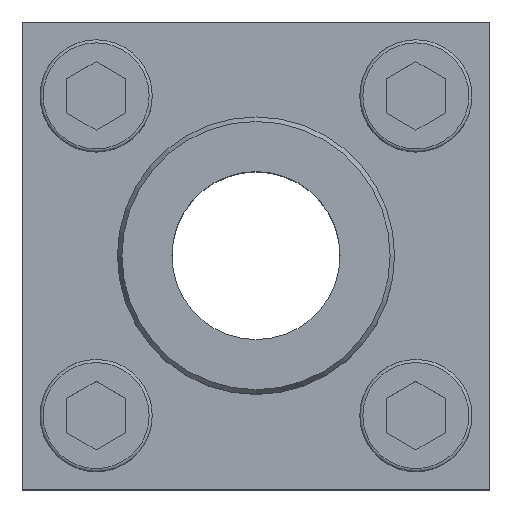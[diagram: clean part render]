
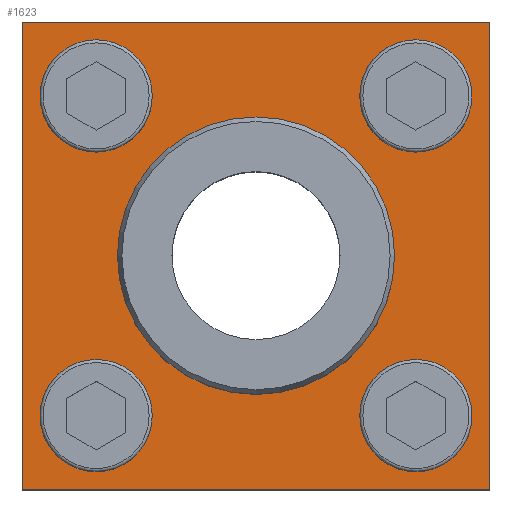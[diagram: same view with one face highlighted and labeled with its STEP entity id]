
A CAD part, top view. The second image highlights one B-rep face of the part: STEP entity #1623.
In plain terms, the highlighted planar face has unit normal (0, 0, 1).
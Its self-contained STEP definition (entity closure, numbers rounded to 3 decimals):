
#54=LINE('',#2179,#138);
#55=LINE('',#2182,#139);
#56=LINE('',#2184,#140);
#57=LINE('',#2186,#141);
#138=VECTOR('',#1845,1000.);
#139=VECTOR('',#1846,1000.);
#140=VECTOR('',#1847,1000.);
#141=VECTOR('',#1848,1000.);
#222=ORIENTED_EDGE('',*,*,#482,.T.);
#223=ORIENTED_EDGE('',*,*,#483,.T.);
#224=ORIENTED_EDGE('',*,*,#484,.F.);
#225=ORIENTED_EDGE('',*,*,#485,.T.);
#226=ORIENTED_EDGE('',*,*,#486,.T.);
#227=ORIENTED_EDGE('',*,*,#487,.T.);
#228=ORIENTED_EDGE('',*,*,#488,.T.);
#229=ORIENTED_EDGE('',*,*,#489,.T.);
#230=ORIENTED_EDGE('',*,*,#490,.T.);
#482=EDGE_CURVE('',#612,#612,#714,.T.);
#483=EDGE_CURVE('',#613,#613,#715,.T.);
#484=EDGE_CURVE('',#614,#614,#716,.T.);
#485=EDGE_CURVE('',#615,#616,#54,.T.);
#486=EDGE_CURVE('',#616,#617,#55,.T.);
#487=EDGE_CURVE('',#617,#618,#56,.T.);
#488=EDGE_CURVE('',#618,#615,#57,.T.);
#489=EDGE_CURVE('',#619,#619,#717,.T.);
#490=EDGE_CURVE('',#620,#620,#718,.T.);
#612=VERTEX_POINT('',#2174);
#613=VERTEX_POINT('',#2176);
#614=VERTEX_POINT('',#2178);
#615=VERTEX_POINT('',#2180);
#616=VERTEX_POINT('',#2181);
#617=VERTEX_POINT('',#2183);
#618=VERTEX_POINT('',#2185);
#619=VERTEX_POINT('',#2188);
#620=VERTEX_POINT('',#2190);
#714=CIRCLE('',#1711,18.);
#715=CIRCLE('',#1712,18.);
#716=CIRCLE('',#1713,44.45);
#717=CIRCLE('',#1714,18.);
#718=CIRCLE('',#1715,18.);
#760=EDGE_LOOP('',(#222));
#761=EDGE_LOOP('',(#223));
#762=EDGE_LOOP('',(#224));
#763=EDGE_LOOP('',(#225,#226,#227,#228));
#764=EDGE_LOOP('',(#229));
#765=EDGE_LOOP('',(#230));
#890=FACE_BOUND('',#760,.T.);
#891=FACE_BOUND('',#761,.T.);
#892=FACE_BOUND('',#762,.T.);
#893=FACE_BOUND('',#763,.T.);
#894=FACE_BOUND('',#764,.T.);
#895=FACE_BOUND('',#765,.T.);
#1020=PLANE('',#1710);
#1623=ADVANCED_FACE('',(#890,#891,#892,#893,#894,#895),#1020,.T.);
#1710=AXIS2_PLACEMENT_3D('',#2172,#1837,#1838);
#1711=AXIS2_PLACEMENT_3D('',#2173,#1839,#1840);
#1712=AXIS2_PLACEMENT_3D('',#2175,#1841,#1842);
#1713=AXIS2_PLACEMENT_3D('',#2177,#1843,#1844);
#1714=AXIS2_PLACEMENT_3D('',#2187,#1849,#1850);
#1715=AXIS2_PLACEMENT_3D('',#2189,#1851,#1852);
#1837=DIRECTION('',(0.,0.,1.));
#1838=DIRECTION('',(1.,0.,0.));
#1839=DIRECTION('',(0.,0.,-1.));
#1840=DIRECTION('',(-1.,0.,0.));
#1841=DIRECTION('',(0.,0.,-1.));
#1842=DIRECTION('',(-1.,0.,0.));
#1843=DIRECTION('',(0.,0.,1.));
#1844=DIRECTION('',(1.,0.,0.));
#1845=DIRECTION('',(0.,-1.,0.));
#1846=DIRECTION('',(1.,0.,0.));
#1847=DIRECTION('',(0.,1.,0.));
#1848=DIRECTION('',(-1.,0.,0.));
#1849=DIRECTION('',(0.,0.,-1.));
#1850=DIRECTION('',(-1.,0.,0.));
#1851=DIRECTION('',(0.,0.,-1.));
#1852=DIRECTION('',(-1.,0.,0.));
#2172=CARTESIAN_POINT('',(0.,0.,54.));
#2173=CARTESIAN_POINT('',(-51.265,-51.265,54.));
#2174=CARTESIAN_POINT('',(-69.265,-51.265,54.));
#2175=CARTESIAN_POINT('',(51.265,51.265,54.));
#2176=CARTESIAN_POINT('',(33.265,51.265,54.));
#2177=CARTESIAN_POINT('',(0.,0.,54.));
#2178=CARTESIAN_POINT('',(44.45,0.,54.));
#2179=CARTESIAN_POINT('',(-75.,75.,54.));
#2180=CARTESIAN_POINT('',(-75.,75.,54.));
#2181=CARTESIAN_POINT('',(-75.,-75.,54.));
#2182=CARTESIAN_POINT('',(-75.,-75.,54.));
#2183=CARTESIAN_POINT('',(75.,-75.,54.));
#2184=CARTESIAN_POINT('',(75.,-75.,54.));
#2185=CARTESIAN_POINT('',(75.,75.,54.));
#2186=CARTESIAN_POINT('',(75.,75.,54.));
#2187=CARTESIAN_POINT('',(-51.265,51.265,54.));
#2188=CARTESIAN_POINT('',(-69.265,51.265,54.));
#2189=CARTESIAN_POINT('',(51.265,-51.265,54.));
#2190=CARTESIAN_POINT('',(33.265,-51.265,54.));
